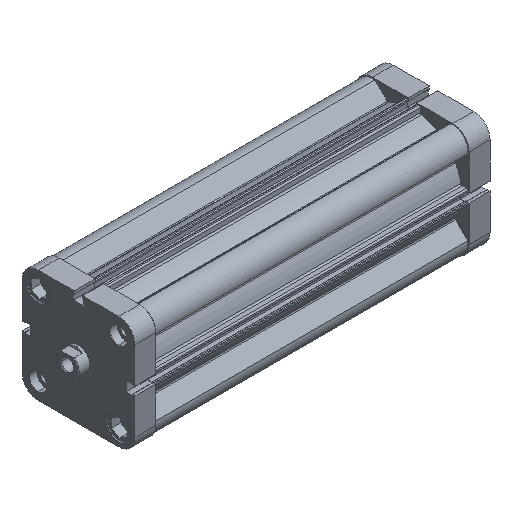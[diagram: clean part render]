
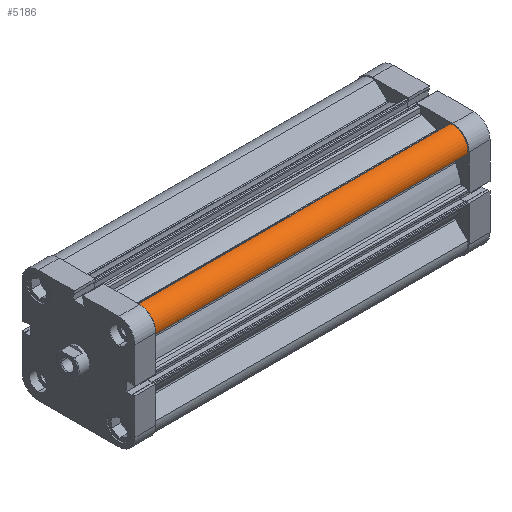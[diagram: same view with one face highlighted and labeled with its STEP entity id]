
A CAD part, isometric view. The second image highlights one B-rep face of the part: STEP entity #5186.
In plain terms, the highlighted cylindrical face has radius 10.75 mm (diameter 21.5 mm), a partial arc.
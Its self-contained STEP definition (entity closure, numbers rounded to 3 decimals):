
#1772 = VERTEX_POINT ( 'NONE', #2499 ) ;
#1853 = VERTEX_POINT ( 'NONE', #2736 ) ;
#1870 = VERTEX_POINT ( 'NONE', #2620 ) ;
#2223 = VERTEX_POINT ( 'NONE', #2538 ) ;
#2499 = CARTESIAN_POINT ( 'NONE',  ( 38.853, -26.479, 220.5 ) ) ;
#2538 = CARTESIAN_POINT ( 'NONE',  ( 26.479, -38.853, 0. ) ) ;
#2620 = CARTESIAN_POINT ( 'NONE',  ( 26.479, -38.853, 220.5 ) ) ;
#2736 = CARTESIAN_POINT ( 'NONE',  ( 38.853, -26.479, 0. ) ) ;
#2901 = ORIENTED_EDGE ( 'NONE', *, *, #5555, .T. ) ;
#2902 = ORIENTED_EDGE ( 'NONE', *, *, #5854, .F. ) ;
#2903 = ORIENTED_EDGE ( 'NONE', *, *, #5562, .F. ) ;
#2904 = ORIENTED_EDGE ( 'NONE', *, *, #5632, .T. ) ;
#3417 = EDGE_LOOP ( 'NONE', ( #2904, #2903, #2902, #2901 ) ) ;
#4431 = DIRECTION ( 'NONE',  ( 0., 0., -1. ) ) ;
#4434 = DIRECTION ( 'NONE',  ( -1., 0., 0. ) ) ;
#4439 = CARTESIAN_POINT ( 'NONE',  ( 28.25, -28.25, 220.5 ) ) ;
#5186 = ADVANCED_FACE ( 'NONE', ( #6734 ), #6731, .T. ) ;
#5555 = EDGE_CURVE ( 'NONE', #1870, #2223, #7340, .T. ) ;
#5562 = EDGE_CURVE ( 'NONE', #1772, #1853, #7356, .T. ) ;
#5632 = EDGE_CURVE ( 'NONE', #2223, #1853, #7439, .T. ) ;
#5809 = AXIS2_PLACEMENT_3D ( 'NONE', #4439, #4431, #4434 ) ;
#5854 = EDGE_CURVE ( 'NONE', #1870, #1772, #7609, .T. ) ;
#6195 = AXIS2_PLACEMENT_3D ( 'NONE', #8423, #8434, #8435 ) ;
#6297 = AXIS2_PLACEMENT_3D ( 'NONE', #8996, #9000, #9002 ) ;
#6731 = CYLINDRICAL_SURFACE ( 'NONE', #5809, 10.75 ) ;
#6734 = FACE_OUTER_BOUND ( 'NONE', #3417, .T. ) ;
#7340 = LINE ( 'NONE', #8299, #7347 ) ;
#7347 = VECTOR ( 'NONE', #8304, 1000. ) ;
#7356 = LINE ( 'NONE', #8315, #7361 ) ;
#7361 = VECTOR ( 'NONE', #8318, 1000. ) ;
#7439 = CIRCLE ( 'NONE', #6195, 10.75 ) ;
#7609 = CIRCLE ( 'NONE', #6297, 10.75 ) ;
#8299 = CARTESIAN_POINT ( 'NONE',  ( 26.479, -38.853, 220.5 ) ) ;
#8304 = DIRECTION ( 'NONE',  ( 0., 0., -1. ) ) ;
#8315 = CARTESIAN_POINT ( 'NONE',  ( 38.853, -26.479, 220.5 ) ) ;
#8318 = DIRECTION ( 'NONE',  ( 0., 0., -1. ) ) ;
#8423 = CARTESIAN_POINT ( 'NONE',  ( 28.25, -28.25, 0. ) ) ;
#8434 = DIRECTION ( 'NONE',  ( 0., 0., 1. ) ) ;
#8435 = DIRECTION ( 'NONE',  ( -1., 0., 0. ) ) ;
#8996 = CARTESIAN_POINT ( 'NONE',  ( 28.25, -28.25, 220.5 ) ) ;
#9000 = DIRECTION ( 'NONE',  ( 0., 0., 1. ) ) ;
#9002 = DIRECTION ( 'NONE',  ( -1., 0., 0. ) ) ;
